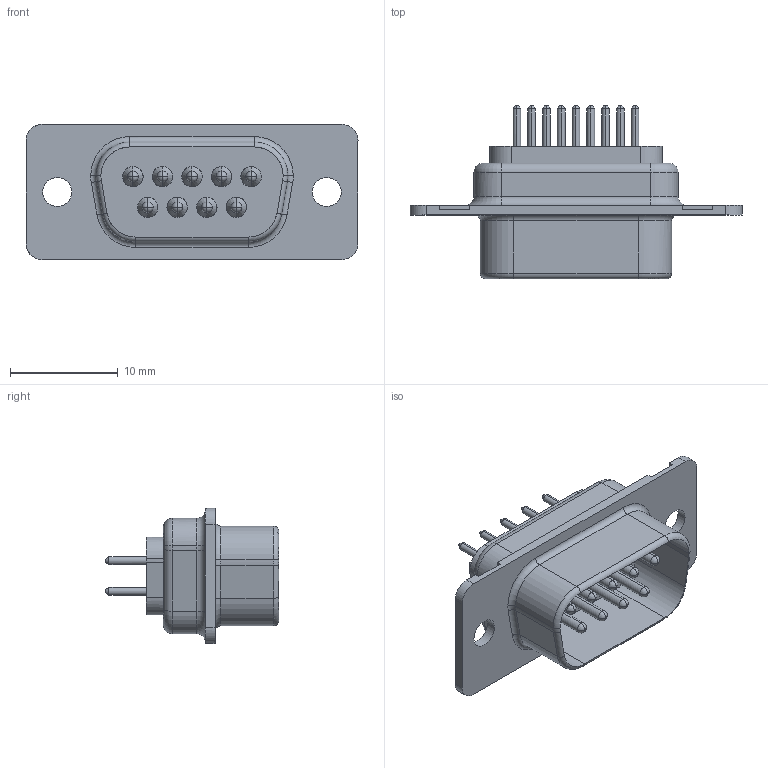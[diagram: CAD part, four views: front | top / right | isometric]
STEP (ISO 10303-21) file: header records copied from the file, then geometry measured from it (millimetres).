
FILE_DESCRIPTION(('CATIA V5 STEP Exchange'),'2;1');
FILE_NAME('plug_DB9.stp','2012-01-30T05:51:27+00:00',('none'),('none'),'CATIA Version 5 Release 21 SP 1 (IN-10)','CATIA V5 STEP AP203','none');
FILE_SCHEMA(('CONFIG_CONTROL_DESIGN'));
Length unit declared in the file: millimetre
Products named in the file (1): ZP_MD9M3S60TX
Assembly tree (1 placements, depth 2):
  ZP_MD9M3S60TX
    #58
Bounding box: 30.81 x 16.13 x 12.55 mm (x, y, z)
Volume: 1288.3 mm3; surface area: 2070.6 mm2
Topology: 1 solids, 1 shells, 297 faces, 698 edges, 409 vertices
Faces by surface type: cylinder 126, plane 75, cone 36, sphere 36, torus 24
Entity records: 9842 total; most frequent: CARTESIAN_POINT 3526, ORIENTED_EDGE 1324, DIRECTION 1107, EDGE_CURVE 662, AXIS2_PLACEMENT_3D 531, VERTEX_POINT 409, EDGE_LOOP 343, ADVANCED_FACE 297
